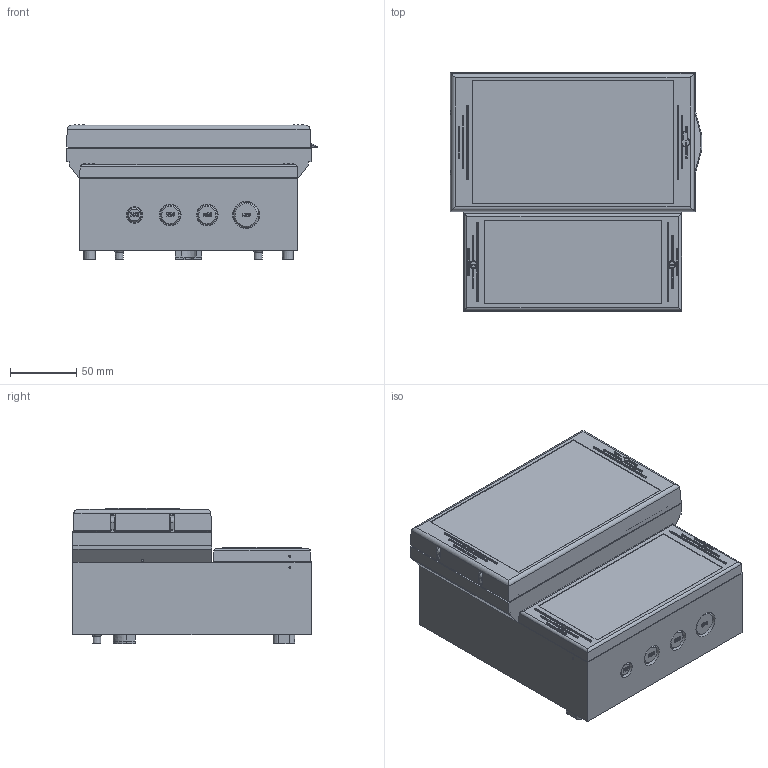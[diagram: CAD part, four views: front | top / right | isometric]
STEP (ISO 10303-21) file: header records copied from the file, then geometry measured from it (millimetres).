
FILE_DESCRIPTION((''),'2;1');
FILE_NAME('kat-mbrc2-16-k.stp','2009-12-09T12:35:06',('marcel.johanning'),(''),'Autodesk Inventor 2010','Autodesk Inventor 2010','');
FILE_SCHEMA(('AUTOMOTIVE_DESIGN { 1 0 10303 214 1 1 1 1 }'));
Length unit declared in the file: millimetre
Products named in the file (12): mbrca16-X20-UT+Klarsicht; mbrca16-X20-Deckel; mbrca16-X20-UT; Stopfen GPN910-2179; Gewinde Dübel M3; mbrca16-X20-Klarsichtdeckel; mbrca16-X20-Verriegelungsclips-16; Schloss-d6; Mb05-Z08-Gelenk; Lagerplatte-Gelenk; DIN 7964 A  M3 x 16; 231-Adapterecke-X01
Assembly tree (26 placements, depth 2):
  mbrca16-X20-UT+Klarsicht
    mbrca16-X20-Deckel
    mbrca16-X20-UT
    Stopfen GPN910-2179
    Gewinde Dübel M3  x10
    mbrca16-X20-Klarsichtdeckel
    mbrca16-X20-Verriegelungsclips-16
    Schloss-d6
    Mb05-Z08-Gelenk  x2
    Lagerplatte-Gelenk  x2
    DIN 7964 A  M3 x 16  x2
    231-Adapterecke-X01  x4
Bounding box: 189.98 x 180 x 102.75 mm (x, y, z)
Volume: 457128.2 mm3; surface area: 324319.4 mm2
Topology: 26 solids, 26 shells, 2074 faces, 5309 edges, 3470 vertices
Faces by surface type: plane 1126, bspline 440, cylinder 323, cone 180, torus 5
Full cylindrical faces by diameter (mm): 1.5 x1, 2.3 x2, 2.9 x4, 3 x2, 3.9 x10, 5.5 x4, 7 x2, 13.4 x1, 18 x1
Entity records: 62910 total; most frequent: CARTESIAN_POINT 18979, ORIENTED_EDGE 9188, DIRECTION 8239, EDGE_CURVE 4594, VERTEX_POINT 3123, VECTOR 3015, LINE 3015, AXIS2_PLACEMENT_3D 2612
